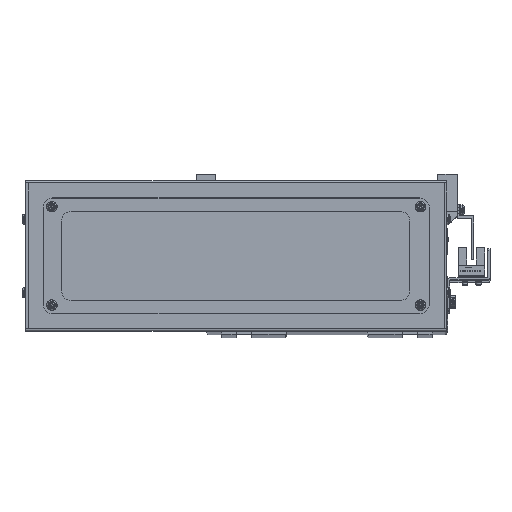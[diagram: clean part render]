
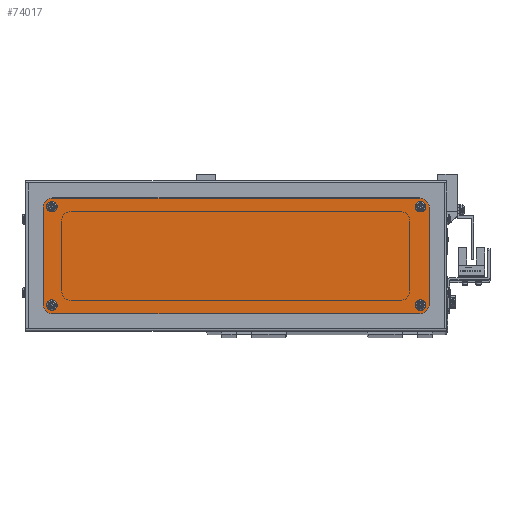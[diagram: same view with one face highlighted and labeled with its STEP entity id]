
A CAD part, top view. The second image highlights one B-rep face of the part: STEP entity #74017.
In plain terms, the highlighted planar face has unit normal (0, 0, 1).
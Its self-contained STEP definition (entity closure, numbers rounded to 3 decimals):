
#131 = FACE_OUTER_BOUND ( 'NONE', #79750, .T. ) ;
#742 = VECTOR ( 'NONE', #40282, 1000. ) ;
#1519 = VERTEX_POINT ( 'NONE', #42785 ) ;
#1557 = VERTEX_POINT ( 'NONE', #81117 ) ;
#2114 = AXIS2_PLACEMENT_3D ( 'NONE', #44057, #6169, #50403 ) ;
#2983 = AXIS2_PLACEMENT_3D ( 'NONE', #23545, #67720, #29892 ) ;
#3412 = CIRCLE ( 'NONE', #8094, 1.7 ) ;
#5776 = CIRCLE ( 'NONE', #2114, 1.7 ) ;
#6169 = DIRECTION ( 'NONE',  ( 0., 0., 1. ) ) ;
#6348 = CIRCLE ( 'NONE', #19213, 1.7 ) ;
#7112 = CARTESIAN_POINT ( 'NONE',  ( 95.5, 25.5, 2. ) ) ;
#7621 = VERTEX_POINT ( 'NONE', #9759 ) ;
#8094 = AXIS2_PLACEMENT_3D ( 'NONE', #50932, #13046, #57288 ) ;
#8487 = VERTEX_POINT ( 'NONE', #67210 ) ;
#8553 = CARTESIAN_POINT ( 'NONE',  ( 100., 25., 2. ) ) ;
#9759 = CARTESIAN_POINT ( 'NONE',  ( 93.8, -25.5, 2. ) ) ;
#9917 = VERTEX_POINT ( 'NONE', #81815 ) ;
#9940 = CIRCLE ( 'NONE', #16215, 1.7 ) ;
#10409 = EDGE_CURVE ( 'NONE', #52559, #7621, #76680, .T. ) ;
#10799 = CARTESIAN_POINT ( 'NONE',  ( -95., -25., 2. ) ) ;
#11732 = DIRECTION ( 'NONE',  ( -1., 0., 0. ) ) ;
#12502 = DIRECTION ( 'NONE',  ( 0., 0., 1. ) ) ;
#12687 = CARTESIAN_POINT ( 'NONE',  ( -100., 25., 2. ) ) ;
#12980 = CARTESIAN_POINT ( 'NONE',  ( 93.8, 25.5, 2. ) ) ;
#13046 = DIRECTION ( 'NONE',  ( 0., 0., 1. ) ) ;
#13053 = DIRECTION ( 'NONE',  ( 0., 0., 1. ) ) ;
#13465 = DIRECTION ( 'NONE',  ( 1., 0., 0. ) ) ;
#14656 = ORIENTED_EDGE ( 'NONE', *, *, #25824, .T. ) ;
#15065 = CARTESIAN_POINT ( 'NONE',  ( -100., -25., 2. ) ) ;
#15458 = LINE ( 'NONE', #75006, #65887 ) ;
#16215 = AXIS2_PLACEMENT_3D ( 'NONE', #7112, #51340, #13465 ) ;
#16661 = CARTESIAN_POINT ( 'NONE',  ( 95.5, 25.5, 2. ) ) ;
#16978 = DIRECTION ( 'NONE',  ( 0., 0., 1. ) ) ;
#17058 = ORIENTED_EDGE ( 'NONE', *, *, #17153, .T. ) ;
#17153 = EDGE_CURVE ( 'NONE', #51524, #1557, #15458, .T. ) ;
#17154 = DIRECTION ( 'NONE',  ( 1., 0., 0. ) ) ;
#17670 = CIRCLE ( 'NONE', #41032, 5. ) ;
#18971 = CARTESIAN_POINT ( 'NONE',  ( -97.2, 25.5, 2. ) ) ;
#19213 = AXIS2_PLACEMENT_3D ( 'NONE', #16661, #60877, #23014 ) ;
#19852 = EDGE_CURVE ( 'NONE', #74712, #8487, #78820, .T. ) ;
#21421 = AXIS2_PLACEMENT_3D ( 'NONE', #60855, #22991, #67207 ) ;
#21571 = LINE ( 'NONE', #15065, #742 ) ;
#21723 = VERTEX_POINT ( 'NONE', #34749 ) ;
#22991 = DIRECTION ( 'NONE',  ( 0., 0., 1. ) ) ;
#23014 = DIRECTION ( 'NONE',  ( 1., 0., 0. ) ) ;
#23545 = CARTESIAN_POINT ( 'NONE',  ( 95.5, -25.5, 2. ) ) ;
#24851 = EDGE_CURVE ( 'NONE', #58091, #21723, #64289, .T. ) ;
#25824 = EDGE_CURVE ( 'NONE', #1557, #55489, #17670, .T. ) ;
#26130 = ORIENTED_EDGE ( 'NONE', *, *, #38011, .F. ) ;
#26284 = AXIS2_PLACEMENT_3D ( 'NONE', #54830, #16978, #61202 ) ;
#26413 = ORIENTED_EDGE ( 'NONE', *, *, #24851, .T. ) ;
#26520 = CARTESIAN_POINT ( 'NONE',  ( 95., -30., 2. ) ) ;
#28473 = CARTESIAN_POINT ( 'NONE',  ( 95.5, -25.5, 2. ) ) ;
#28931 = CARTESIAN_POINT ( 'NONE',  ( -95., -25., 2. ) ) ;
#29892 = DIRECTION ( 'NONE',  ( 1., 0., 0. ) ) ;
#30440 = VECTOR ( 'NONE', #70716, 1000. ) ;
#32032 = ORIENTED_EDGE ( 'NONE', *, *, #37034, .T. ) ;
#32133 = VERTEX_POINT ( 'NONE', #18971 ) ;
#33149 = DIRECTION ( 'NONE',  ( 0., 0., 1. ) ) ;
#34081 = EDGE_LOOP ( 'NONE', ( #26130, #78488 ) ) ;
#34749 = CARTESIAN_POINT ( 'NONE',  ( 100., 25., 2. ) ) ;
#34846 = DIRECTION ( 'NONE',  ( 1., 0., 0. ) ) ;
#35308 = DIRECTION ( 'NONE',  ( 1., 0., 0. ) ) ;
#35408 = CARTESIAN_POINT ( 'NONE',  ( 97.2, -25.5, 2. ) ) ;
#35821 = FACE_BOUND ( 'NONE', #39578, .T. ) ;
#36274 = CARTESIAN_POINT ( 'NONE',  ( -95., -30., 2. ) ) ;
#36472 = CARTESIAN_POINT ( 'NONE',  ( -93.8, 25.5, 2. ) ) ;
#37034 = EDGE_CURVE ( 'NONE', #56189, #74712, #69249, .T. ) ;
#38011 = EDGE_CURVE ( 'NONE', #32133, #42498, #5776, .T. ) ;
#38192 = ORIENTED_EDGE ( 'NONE', *, *, #19852, .T. ) ;
#39578 = EDGE_LOOP ( 'NONE', ( #46418, #61308 ) ) ;
#39896 = EDGE_CURVE ( 'NONE', #9917, #73547, #3412, .T. ) ;
#40127 = EDGE_CURVE ( 'NONE', #1519, #59799, #6348, .T. ) ;
#40282 = DIRECTION ( 'NONE',  ( 0., -1., 0. ) ) ;
#40702 = EDGE_CURVE ( 'NONE', #7621, #52559, #65598, .T. ) ;
#41032 = AXIS2_PLACEMENT_3D ( 'NONE', #50938, #13053, #57293 ) ;
#42498 = VERTEX_POINT ( 'NONE', #36472 ) ;
#42626 = EDGE_CURVE ( 'NONE', #59799, #1519, #9940, .T. ) ;
#42785 = CARTESIAN_POINT ( 'NONE',  ( 97.2, 25.5, 2. ) ) ;
#43118 = ORIENTED_EDGE ( 'NONE', *, *, #69757, .T. ) ;
#44057 = CARTESIAN_POINT ( 'NONE',  ( -95.5, 25.5, 2. ) ) ;
#45029 = ORIENTED_EDGE ( 'NONE', *, *, #40127, .F. ) ;
#45932 = ORIENTED_EDGE ( 'NONE', *, *, #50629, .T. ) ;
#46418 = ORIENTED_EDGE ( 'NONE', *, *, #40702, .F. ) ;
#49184 = EDGE_CURVE ( 'NONE', #73547, #9917, #59827, .T. ) ;
#49468 = VECTOR ( 'NONE', #65202, 1000. ) ;
#50377 = CARTESIAN_POINT ( 'NONE',  ( 95., -25., 2. ) ) ;
#50403 = DIRECTION ( 'NONE',  ( 1., 0., 0. ) ) ;
#50435 = EDGE_CURVE ( 'NONE', #21723, #51524, #74555, .T. ) ;
#50629 = EDGE_CURVE ( 'NONE', #8487, #58091, #77492, .T. ) ;
#50630 = FACE_BOUND ( 'NONE', #55631, .T. ) ;
#50932 = CARTESIAN_POINT ( 'NONE',  ( -95.5, -25.5, 2. ) ) ;
#50938 = CARTESIAN_POINT ( 'NONE',  ( -95., 25., 2. ) ) ;
#51340 = DIRECTION ( 'NONE',  ( 0., 0., 1. ) ) ;
#51406 = CIRCLE ( 'NONE', #56875, 1.7 ) ;
#51524 = VERTEX_POINT ( 'NONE', #68705 ) ;
#52559 = VERTEX_POINT ( 'NONE', #35408 ) ;
#52703 = ORIENTED_EDGE ( 'NONE', *, *, #49184, .F. ) ;
#54830 = CARTESIAN_POINT ( 'NONE',  ( 95., 25., 2. ) ) ;
#55020 = DIRECTION ( 'NONE',  ( 0., 0., 1. ) ) ;
#55489 = VERTEX_POINT ( 'NONE', #12687 ) ;
#55631 = EDGE_LOOP ( 'NONE', ( #70086, #45029 ) ) ;
#56189 = VERTEX_POINT ( 'NONE', #63998 ) ;
#56616 = CARTESIAN_POINT ( 'NONE',  ( 100., -25., 2. ) ) ;
#56734 = DIRECTION ( 'NONE',  ( 1., 0., 0. ) ) ;
#56875 = AXIS2_PLACEMENT_3D ( 'NONE', #70981, #33149, #77296 ) ;
#57288 = DIRECTION ( 'NONE',  ( 1., 0., 0. ) ) ;
#57293 = DIRECTION ( 'NONE',  ( 1., 0., 0. ) ) ;
#58091 = VERTEX_POINT ( 'NONE', #56616 ) ;
#58207 = EDGE_CURVE ( 'NONE', #42498, #32133, #51406, .T. ) ;
#59799 = VERTEX_POINT ( 'NONE', #12980 ) ;
#59827 = CIRCLE ( 'NONE', #21421, 1.7 ) ;
#60425 = PLANE ( 'NONE',  #60637 ) ;
#60479 = CARTESIAN_POINT ( 'NONE',  ( -97.2, -25.5, 2. ) ) ;
#60637 = AXIS2_PLACEMENT_3D ( 'NONE', #28931, #73118, #35308 ) ;
#60855 = CARTESIAN_POINT ( 'NONE',  ( -95.5, -25.5, 2. ) ) ;
#60877 = DIRECTION ( 'NONE',  ( 0., 0., 1. ) ) ;
#61202 = DIRECTION ( 'NONE',  ( 1., 0., 0. ) ) ;
#61308 = ORIENTED_EDGE ( 'NONE', *, *, #10409, .F. ) ;
#61806 = ORIENTED_EDGE ( 'NONE', *, *, #39896, .F. ) ;
#62684 = AXIS2_PLACEMENT_3D ( 'NONE', #28473, #72661, #34846 ) ;
#62742 = ORIENTED_EDGE ( 'NONE', *, *, #50435, .T. ) ;
#63998 = CARTESIAN_POINT ( 'NONE',  ( -100., -25., 2. ) ) ;
#64289 = LINE ( 'NONE', #8553, #49468 ) ;
#65124 = AXIS2_PLACEMENT_3D ( 'NONE', #10799, #55020, #17154 ) ;
#65202 = DIRECTION ( 'NONE',  ( 0., 1., 0. ) ) ;
#65448 = FACE_BOUND ( 'NONE', #73272, .T. ) ;
#65598 = CIRCLE ( 'NONE', #62684, 1.7 ) ;
#65887 = VECTOR ( 'NONE', #11732, 1000. ) ;
#67207 = DIRECTION ( 'NONE',  ( 1., 0., 0. ) ) ;
#67210 = CARTESIAN_POINT ( 'NONE',  ( 95., -30., 2. ) ) ;
#67445 = FACE_BOUND ( 'NONE', #34081, .T. ) ;
#67720 = DIRECTION ( 'NONE',  ( 0., 0., 1. ) ) ;
#68705 = CARTESIAN_POINT ( 'NONE',  ( 95., 30., 2. ) ) ;
#69249 = CIRCLE ( 'NONE', #65124, 5. ) ;
#69757 = EDGE_CURVE ( 'NONE', #55489, #56189, #21571, .T. ) ;
#70086 = ORIENTED_EDGE ( 'NONE', *, *, #42626, .F. ) ;
#70716 = DIRECTION ( 'NONE',  ( 1., 0., 0. ) ) ;
#70981 = CARTESIAN_POINT ( 'NONE',  ( -95.5, 25.5, 2. ) ) ;
#72661 = DIRECTION ( 'NONE',  ( 0., 0., 1. ) ) ;
#72863 = AXIS2_PLACEMENT_3D ( 'NONE', #50377, #12502, #56734 ) ;
#73118 = DIRECTION ( 'NONE',  ( 0., 0., 1. ) ) ;
#73272 = EDGE_LOOP ( 'NONE', ( #52703, #61806 ) ) ;
#73547 = VERTEX_POINT ( 'NONE', #60479 ) ;
#74017 = ADVANCED_FACE ( 'NONE', ( #35821, #50630, #131, #67445, #65448 ), #60425, .T. ) ;
#74555 = CIRCLE ( 'NONE', #26284, 5. ) ;
#74712 = VERTEX_POINT ( 'NONE', #36274 ) ;
#75006 = CARTESIAN_POINT ( 'NONE',  ( -95., 30., 2. ) ) ;
#76680 = CIRCLE ( 'NONE', #2983, 1.7 ) ;
#77296 = DIRECTION ( 'NONE',  ( 1., 0., 0. ) ) ;
#77492 = CIRCLE ( 'NONE', #72863, 5. ) ;
#78488 = ORIENTED_EDGE ( 'NONE', *, *, #58207, .F. ) ;
#78820 = LINE ( 'NONE', #26520, #30440 ) ;
#79750 = EDGE_LOOP ( 'NONE', ( #32032, #38192, #45932, #26413, #62742, #17058, #14656, #43118 ) ) ;
#81117 = CARTESIAN_POINT ( 'NONE',  ( -95., 30., 2. ) ) ;
#81815 = CARTESIAN_POINT ( 'NONE',  ( -93.8, -25.5, 2. ) ) ;
